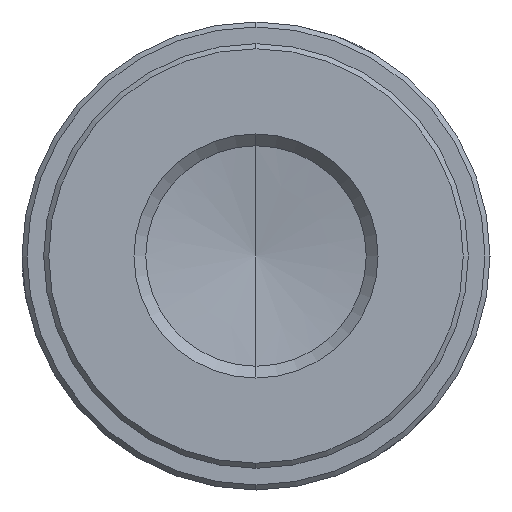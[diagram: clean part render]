
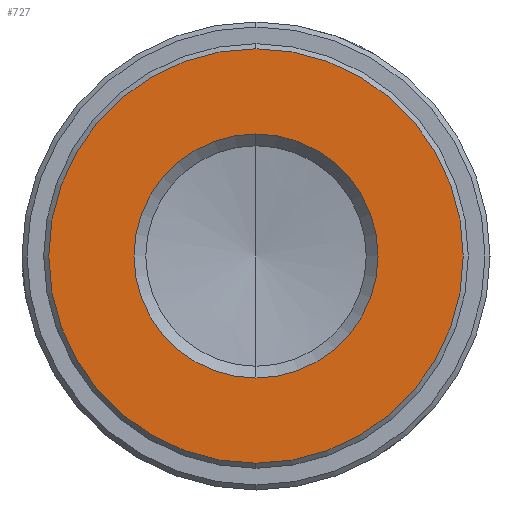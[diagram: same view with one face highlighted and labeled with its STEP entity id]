
A CAD part, left-side view. The second image highlights one B-rep face of the part: STEP entity #727.
In plain terms, the highlighted planar face has unit normal (-1, 0, 0).
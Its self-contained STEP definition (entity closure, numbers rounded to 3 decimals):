
#69 = CARTESIAN_POINT ( 'NONE',  ( -71.7, 0., 7.3 ) ) ;
#70 = CIRCLE ( 'NONE', #477, 12.4 ) ;
#71 = DIRECTION ( 'NONE',  ( 0., 0.815, -0.58 ) ) ;
#107 = VERTEX_POINT ( 'NONE', #69 ) ;
#115 = AXIS2_PLACEMENT_3D ( 'NONE', #1426, #1202, #603 ) ;
#147 = AXIS2_PLACEMENT_3D ( 'NONE', #1410, #384, #253 ) ;
#163 = DIRECTION ( 'NONE',  ( 0., 0., -1. ) ) ;
#184 = DIRECTION ( 'NONE',  ( 1., 0., 0. ) ) ;
#211 = EDGE_CURVE ( 'NONE', #1214, #907, #70, .T. ) ;
#219 = EDGE_CURVE ( 'NONE', #907, #1214, #1310, .T. ) ;
#253 = DIRECTION ( 'NONE',  ( 0., 0., 1. ) ) ;
#289 = DIRECTION ( 'NONE',  ( -1., 0., 0. ) ) ;
#298 = PLANE ( 'NONE',  #1279 ) ;
#335 = EDGE_LOOP ( 'NONE', ( #777, #846 ) ) ;
#382 = FACE_BOUND ( 'NONE', #1132, .T. ) ;
#384 = DIRECTION ( 'NONE',  ( -1., 0., 0. ) ) ;
#414 = CARTESIAN_POINT ( 'NONE',  ( -71.7, 0., 0. ) ) ;
#477 = AXIS2_PLACEMENT_3D ( 'NONE', #992, #289, #1110 ) ;
#554 = VERTEX_POINT ( 'NONE', #1188 ) ;
#603 = DIRECTION ( 'NONE',  ( 0., 0., 1. ) ) ;
#610 = EDGE_CURVE ( 'NONE', #107, #554, #724, .T. ) ;
#616 = FACE_OUTER_BOUND ( 'NONE', #335, .T. ) ;
#695 = ORIENTED_EDGE ( 'NONE', *, *, #1186, .F. ) ;
#711 = CARTESIAN_POINT ( 'NONE',  ( -71.7, 0., 12.4 ) ) ;
#724 = CIRCLE ( 'NONE', #115, 7.3 ) ;
#727 = ADVANCED_FACE ( 'NONE', ( #382, #616 ), #298, .F. ) ;
#777 = ORIENTED_EDGE ( 'NONE', *, *, #219, .T. ) ;
#804 = AXIS2_PLACEMENT_3D ( 'NONE', #414, #1325, #163 ) ;
#846 = ORIENTED_EDGE ( 'NONE', *, *, #211, .T. ) ;
#907 = VERTEX_POINT ( 'NONE', #1046 ) ;
#979 = CIRCLE ( 'NONE', #147, 7.3 ) ;
#992 = CARTESIAN_POINT ( 'NONE',  ( -71.7, 0., 0. ) ) ;
#1046 = CARTESIAN_POINT ( 'NONE',  ( -71.7, 0., -12.4 ) ) ;
#1099 = CARTESIAN_POINT ( 'NONE',  ( -71.7, -17.501, -2.945 ) ) ;
#1110 = DIRECTION ( 'NONE',  ( 0., 0., -1. ) ) ;
#1117 = ORIENTED_EDGE ( 'NONE', *, *, #610, .F. ) ;
#1132 = EDGE_LOOP ( 'NONE', ( #1117, #695 ) ) ;
#1186 = EDGE_CURVE ( 'NONE', #554, #107, #979, .T. ) ;
#1188 = CARTESIAN_POINT ( 'NONE',  ( -71.7, 0., -7.3 ) ) ;
#1202 = DIRECTION ( 'NONE',  ( -1., 0., 0. ) ) ;
#1214 = VERTEX_POINT ( 'NONE', #711 ) ;
#1279 = AXIS2_PLACEMENT_3D ( 'NONE', #1099, #184, #71 ) ;
#1310 = CIRCLE ( 'NONE', #804, 12.4 ) ;
#1325 = DIRECTION ( 'NONE',  ( -1., 0., 0. ) ) ;
#1410 = CARTESIAN_POINT ( 'NONE',  ( -71.7, 0., 0. ) ) ;
#1426 = CARTESIAN_POINT ( 'NONE',  ( -71.7, 0., 0. ) ) ;
